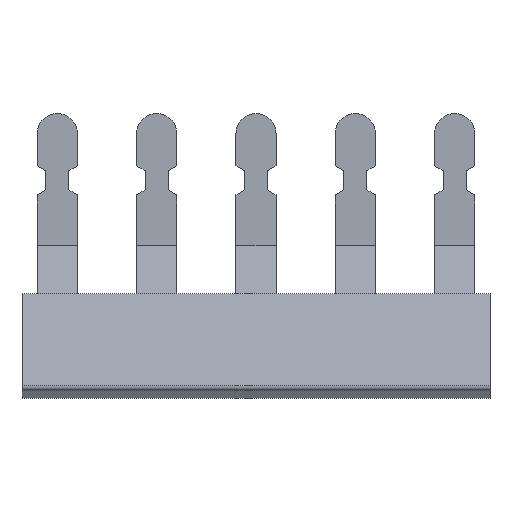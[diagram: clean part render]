
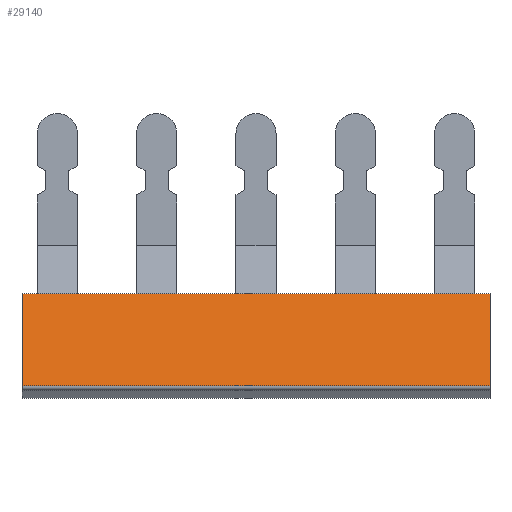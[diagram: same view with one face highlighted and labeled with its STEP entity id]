
A CAD part, top view. The second image highlights one B-rep face of the part: STEP entity #29140.
In plain terms, the highlighted planar face has unit normal (0, 0.259, 0.966).
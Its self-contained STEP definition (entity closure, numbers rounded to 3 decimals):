
#25630=CARTESIAN_POINT('',(40.5,55.244,3.29));
#25640=VERTEX_POINT('',#25630);
#25670=CARTESIAN_POINT('',(40.5,60.074,1.996));
#25680=DIRECTION('',(0.,-0.966,0.259));
#25690=VECTOR('',#25680,1.);
#25700=LINE('',#25670,#25690);
#25710=CARTESIAN_POINT('',(40.5,60.074,1.996));
#25720=VERTEX_POINT('',#25710);
#25730=EDGE_CURVE('',#25720,#25640,#25700,.T.);
#28840=CARTESIAN_POINT('',(26.284,57.392,
2.714));
#28850=DIRECTION('',(0.,0.259,0.966));
#28860=DIRECTION('',(-1.,0.,0.));
#28870=AXIS2_PLACEMENT_3D('',#28840,#28850,#28860);
#28880=PLANE('',#28870);
#28890=CARTESIAN_POINT('',(16.,55.051,3.342));
#28900=DIRECTION('',(0.,0.966,-0.259));
#28910=VECTOR('',#28900,1.);
#28920=LINE('',#28890,#28910);
#28930=CARTESIAN_POINT('',(16.,55.244,3.29));
#28940=VERTEX_POINT('',#28930);
#28950=CARTESIAN_POINT('',(16.,60.074,1.996));
#28960=VERTEX_POINT('',#28950);
#28970=EDGE_CURVE('',#28940,#28960,#28920,.T.);
#28980=ORIENTED_EDGE('',*,*,#28970,.F.);
#28990=CARTESIAN_POINT('',(16.,60.074,1.996));
#29000=DIRECTION('',(1.,0.,0.));
#29010=VECTOR('',#29000,1.);
#29020=LINE('',#28990,#29010);
#29030=EDGE_CURVE('',#28960,#25720,#29020,.T.);
#29040=ORIENTED_EDGE('',*,*,#29030,.F.);
#29050=ORIENTED_EDGE('',*,*,#25730,.F.);
#29060=CARTESIAN_POINT('',(0.,55.244,3.29));
#29070=DIRECTION('',(1.,0.,0.));
#29080=VECTOR('',#29070,1.);
#29090=LINE('',#29060,#29080);
#29100=EDGE_CURVE('',#28940,#25640,#29090,.T.);
#29110=ORIENTED_EDGE('',*,*,#29100,.T.);
#29120=EDGE_LOOP('',(#29110,#29050,#29040,#28980));
#29130=FACE_OUTER_BOUND('',#29120,.T.);
#29140=ADVANCED_FACE('',(#29130),#28880,.T.);
